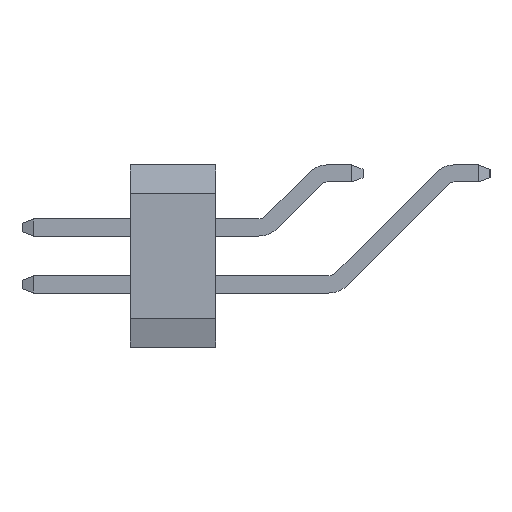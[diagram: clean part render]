
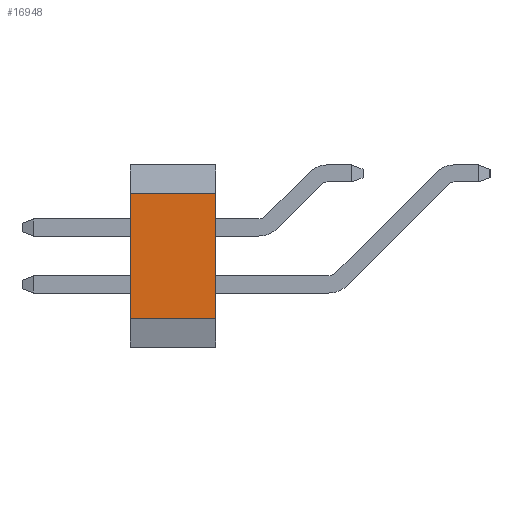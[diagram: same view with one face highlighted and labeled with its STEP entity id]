
A CAD part, left-side view. The second image highlights one B-rep face of the part: STEP entity #16948.
In plain terms, the highlighted planar face has unit normal (-1, 0, 0).
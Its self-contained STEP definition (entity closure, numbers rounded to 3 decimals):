
#13020=CARTESIAN_POINT('',(-0.5,0.,1.1));
#13021=VERTEX_POINT('',#13020);
#13028=CARTESIAN_POINT('',(-0.5,0.,-1.1));
#13029=VERTEX_POINT('',#13028);
#13030=CARTESIAN_POINT('',(-0.5,0.,1.1));
#13031=DIRECTION('',(0.,0.,-1.));
#13032=VECTOR('',#13031,2.2);
#13033=LINE('',#13030,#13032);
#13034=EDGE_CURVE('',#13021,#13029,#13033,.T.);
#14252=CARTESIAN_POINT('',(-0.5,1.5,-1.1));
#14253=VERTEX_POINT('',#14252);
#14260=CARTESIAN_POINT('',(-0.5,1.5,1.1));
#14261=VERTEX_POINT('',#14260);
#14262=CARTESIAN_POINT('',(-0.5,1.5,-1.1));
#14263=DIRECTION('',(0.,0.,1.));
#14264=VECTOR('',#14263,2.2);
#14265=LINE('',#14262,#14264);
#14266=EDGE_CURVE('',#14253,#14261,#14265,.T.);
#16922=CARTESIAN_POINT('',(-0.5,1.5,1.1));
#16923=DIRECTION('',(0.,-1.,0.));
#16924=VECTOR('',#16923,1.5);
#16925=LINE('',#16922,#16924);
#16926=EDGE_CURVE('',#14261,#13021,#16925,.T.);
#16932=CARTESIAN_POINT('',(-0.5,0.,-1.6));
#16933=DIRECTION('',(0.,0.,1.));
#16934=DIRECTION('',(-1.,0.,0.));
#16935=AXIS2_PLACEMENT_3D('',#16932,#16934,#16933);
#16936=PLANE('',#16935);
#16937=ORIENTED_EDGE('',*,*,#16926,.F.);
#16938=ORIENTED_EDGE('',*,*,#14266,.F.);
#16939=CARTESIAN_POINT('',(-0.5,1.5,-1.1));
#16940=DIRECTION('',(0.,-1.,0.));
#16941=VECTOR('',#16940,1.5);
#16942=LINE('',#16939,#16941);
#16943=EDGE_CURVE('',#14253,#13029,#16942,.T.);
#16944=ORIENTED_EDGE('',*,*,#16943,.T.);
#16945=ORIENTED_EDGE('',*,*,#13034,.F.);
#16946=EDGE_LOOP('',(#16937,#16938,#16944,#16945));
#16947=FACE_OUTER_BOUND('',#16946,.T.);
#16948=ADVANCED_FACE('',(#16947),#16936,.T.);
